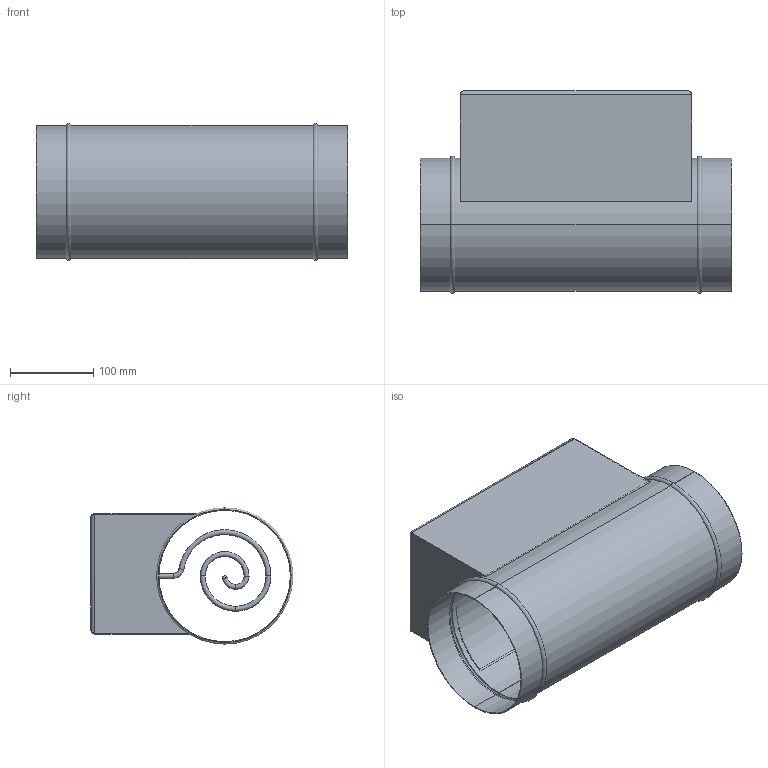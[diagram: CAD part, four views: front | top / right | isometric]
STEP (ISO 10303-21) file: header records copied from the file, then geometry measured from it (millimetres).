
FILE_DESCRIPTION (( 'STEP AP214' ), '1' );
FILE_NAME ('ERH-DRH_-_DRH_16-5.step', '2009-04-27T05:42:20', ( 'Wolfgang Schmidt' ), ( 'WS-KO' ), 'SwSTEP 2.0', 'SolidWorks 2008', '' );
FILE_SCHEMA (( 'AUTOMOTIVE_DESIGN' ));
Length unit declared in the file: millimetre
Products named in the file (1): ERH-DRH_-_DRH_16-5
Bounding box: 375 x 243.49 x 164.98 mm (x, y, z)
Volume: 337697.6 mm3; surface area: 658445.3 mm2
Topology: 1 solids, 2 shells, 60 faces, 124 edges, 70 vertices
Faces by surface type: cylinder 23, torus 22, plane 13, bspline 2
Entity records: 1913 total; most frequent: CARTESIAN_POINT 621, DIRECTION 292, ORIENTED_EDGE 248, AXIS2_PLACEMENT_3D 125, EDGE_CURVE 124, VERTEX_POINT 70, CIRCLE 66, EDGE_LOOP 64
